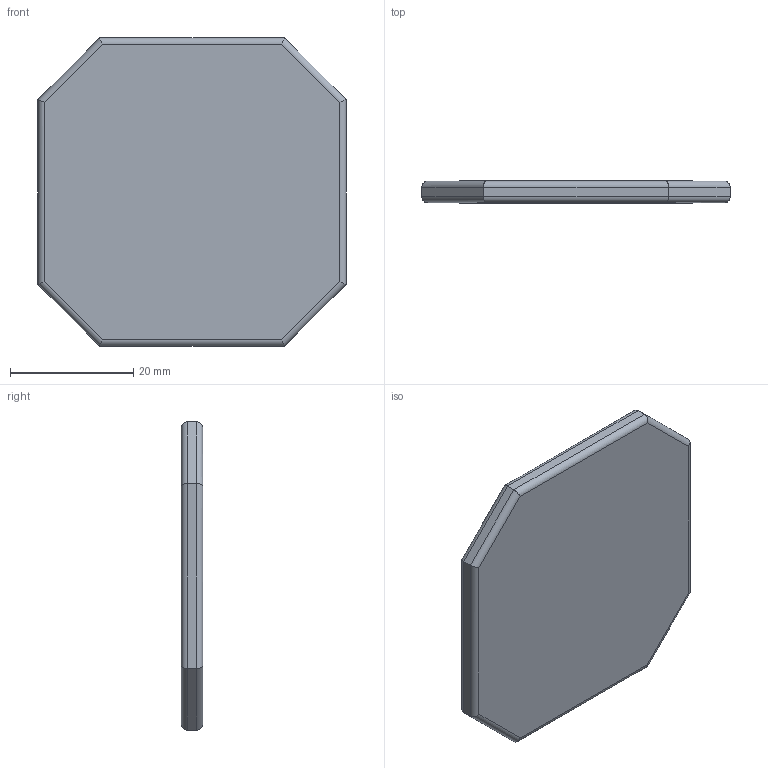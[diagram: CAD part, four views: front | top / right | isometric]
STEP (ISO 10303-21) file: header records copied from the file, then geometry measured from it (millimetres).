
FILE_DESCRIPTION(/* description */ (''),/* implementation_level */ '2;1');
FILE_NAME(/* name */ 'hunter.step',/* time_stamp */ '2022-02-05T23:13:13-06:00',/* author */ (''),/* organization */ (''),/* preprocessor_version */ 'ST-DEVELOPER v18.1',/* originating_system */ 'Autodesk Translation Framework v10.13.0.1454',/* authorisation */ '');
FILE_SCHEMA (('AUTOMOTIVE_DESIGN { 1 0 10303 214 3 1 1 }'));
Length unit declared in the file: millimetre
Products named in the file (1): Untitled
Bounding box: 50 x 3.5 x 50 mm (x, y, z)
Volume: 6719.1 mm3; surface area: 8076.3 mm2
Topology: 3 solids, 3 shells, 94 faces, 244 edges, 160 vertices
Faces by surface type: plane 58, cylinder 36
Full cylindrical faces by diameter (mm): 5.1 x4
Entity records: 2929 total; most frequent: CARTESIAN_POINT 499, DIRECTION 490, ORIENTED_EDGE 488, EDGE_CURVE 244, LINE 188, VECTOR 188, VERTEX_POINT 160, AXIS2_PLACEMENT_3D 151
